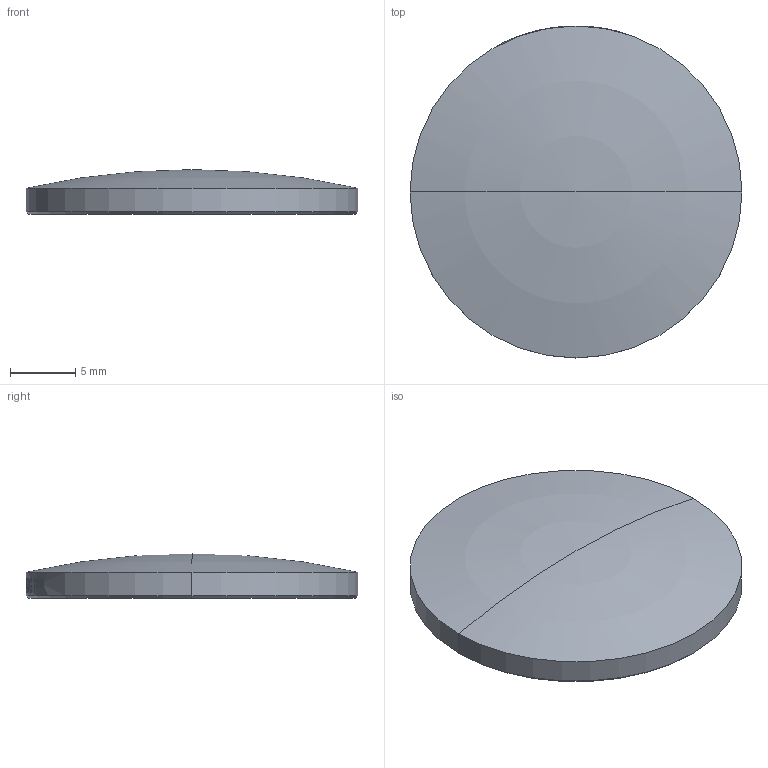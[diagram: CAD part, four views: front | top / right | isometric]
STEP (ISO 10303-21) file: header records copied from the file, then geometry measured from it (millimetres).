
FILE_DESCRIPTION (( 'STEP AP203' ), '1' );
FILE_NAME ('TTN217852-E0W.STEP', '2020-10-19T13:41:11', ( '' ), ( '' ), 'SwSTEP 2.0', 'SolidWorks 2018', '' );
FILE_SCHEMA (( 'CONFIG_CONTROL_DESIGN' ));
Length unit declared in the file: millimetre
Products named in the file (1): TTN217852-E0W
Bounding box: 25.4 x 25.4 x 3.42 mm (x, y, z)
Volume: 1373.1 mm3; surface area: 1170 mm2
Topology: 1 solids, 1 shells, 25 faces, 195 edges, 188 vertices
Faces by surface type: cylinder 20, cone 2, torus 2, plane 1
Entity records: 3051 total; most frequent: CARTESIAN_POINT 1764, ORIENTED_EDGE 386, EDGE_CURVE 193, VERTEX_POINT 188, B_SPLINE_CURVE_WITH_KNOTS 181, DIRECTION 72, EDGE_LOOP 43, AXIS2_PLACEMENT_3D 34
